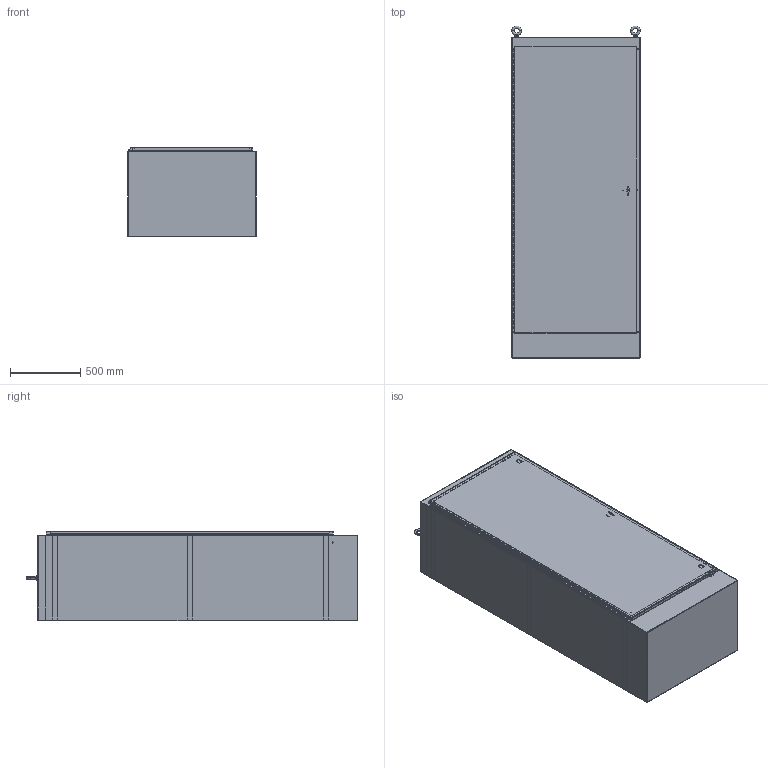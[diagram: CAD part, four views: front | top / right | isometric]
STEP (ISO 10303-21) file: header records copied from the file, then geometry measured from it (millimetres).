
FILE_DESCRIPTION (( 'STEP AP214' ), '1' );
FILE_NAME ('WA903624FSN43PT.STEP', '2016-02-16T13:35:50', ( '' ), ( '' ), 'SwSTEP 2.0', 'SolidWorks 2014', '' );
FILE_SCHEMA (( 'AUTOMOTIVE_DESIGN' ));
Length unit declared in the file: inch
Products named in the file (40): HFW3025; PLASTIC-ROLLER-CAM_AF0_ASM; 316298; LOCK-NUT_AF0; 3063; 7379-M6-8X25_AF0; 38846; PLASTIC-ROLLER-CAM_AF1; WA9036FSN43PTDR; 1091-903_AF0; WA3624FSN43PTTOP-10GA; 1091-903_AF0_2; WA3624FSN43PTBTM-10GA; 1091-903_AF0_1; WA9024FSN43PTRS; HFW32450; WA9024FSN43PTLS; CHUTE_BOLT_GUIDE_ASSM; WA9036FSN43PTFB; HFW3681; WA9036FSN43PT-FIP; HFW31233; LARGE_DOOR_ROD_ASSM-37031; WA903624FSN43PT; HFW3121; 3862; HFW328186; 31215; HFW328186P; HFW3762; HFW328186L; 3021WIE; HFW328186T; 37031; FUN00103; HFW31712; FUN00103-22.75; 1091-BR11_AF0; 349132; SUPPORT-ROLL_AF0
Assembly tree (57 placements, depth 5):
  WA903624FSN43PT
    WA9036FSN43PTFB
    WA9024FSN43PTLS
    WA9024FSN43PTRS
    WA3624FSN43PTBTM-10GA
    WA3624FSN43PTTOP-10GA
    WA9036FSN43PTDR
    38846  x2
    3063  x2
    316298  x2
    HFW3025  x2
    349132  x2
    FUN00103-22.75
    FUN00103  x5
    HFW328186
      HFW328186T
      HFW328186L
      HFW328186P
    CHUTE_BOLT_GUIDE_ASSM  x2
      HFW3121
      HFW31233
      HFW3681
    HFW32450
    LARGE_DOOR_ROD_ASSM-37031
      HFW31712
        1091-903_AF0
          1091-903_AF0_1
          1091-903_AF0_2
        PLASTIC-ROLLER-CAM_AF0_ASM
          PLASTIC-ROLLER-CAM_AF1
          7379-M6-8X25_AF0
          LOCK-NUT_AF0
        SUPPORT-ROLL_AF0
        1091-BR11_AF0
      37031  x2
      3021WIE  x2
      HFW3762  x4
      31215  x2
      3862  x2
    WA9036FSN43PT-FIP
Bounding box: 917.58 x 2368.49 x 640.83 mm (x, y, z)
Volume: 29400569.2 mm3; surface area: 18704028.3 mm2
Topology: 52 solids, 53 shells, 1844 faces, 4934 edges, 3066 vertices
Faces by surface type: plane 833, cylinder 691, cone 148, torus 128, bspline 40, sphere 4
Entity records: 192531 total; most frequent: CARTESIAN_POINT 73979, DIRECTION 17629, ORIENTED_EDGE 14664, EDGE_CURVE 10973, VERTEX_POINT 9447, AXIS2_PLACEMENT_3D 6224, LINE 5181, VECTOR 5181
